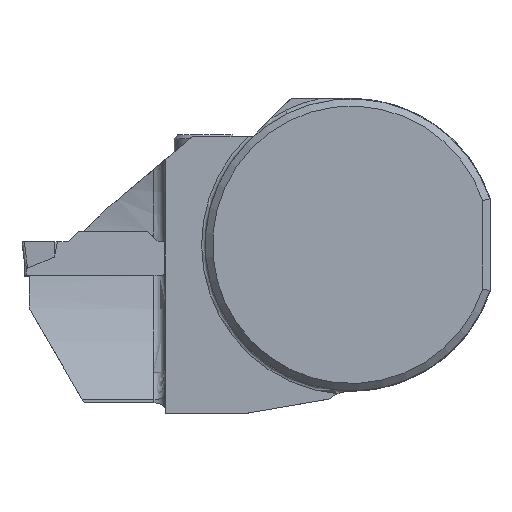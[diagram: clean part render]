
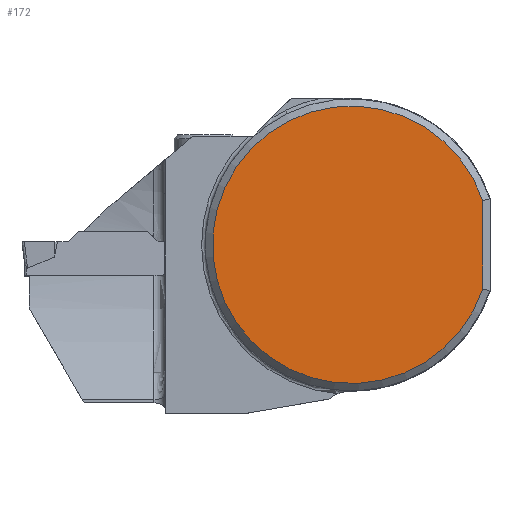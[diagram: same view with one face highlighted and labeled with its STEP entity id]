
A CAD part, top view. The second image highlights one B-rep face of the part: STEP entity #172.
In plain terms, the highlighted planar face has unit normal (0, 0, 1).
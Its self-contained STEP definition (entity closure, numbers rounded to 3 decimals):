
#120=PLANE('',#1856);
#172=ADVANCED_FACE('',(#295),#120,.F.);
#295=FACE_OUTER_BOUND('',#385,.T.);
#385=EDGE_LOOP('',(#659,#660));
#560=CIRCLE('',#1855,19.);
#659=ORIENTED_EDGE('',*,*,#1318,.F.);
#660=ORIENTED_EDGE('',*,*,#1319,.T.);
#1149=VERTEX_POINT('',#2616);
#1150=VERTEX_POINT('',#2617);
#1318=EDGE_CURVE('',#1149,#1150,#1542,.T.);
#1319=EDGE_CURVE('',#1149,#1150,#560,.T.);
#1542=LINE('',#2615,#1662);
#1662=VECTOR('',#2087,1.);
#1855=AXIS2_PLACEMENT_3D('',#2618,#2088,#2089);
#1856=AXIS2_PLACEMENT_3D('',#2619,#2090,#2091);
#2087=DIRECTION('',(0.,-1.,0.));
#2088=DIRECTION('',(0.,0.,1.));
#2089=DIRECTION('',(-1.,0.,0.));
#2090=DIRECTION('',(0.,0.,-1.));
#2091=DIRECTION('',(-1.,0.,0.));
#2615=CARTESIAN_POINT('',(18.,0.,0.325));
#2616=CARTESIAN_POINT('',(18.,6.083,0.325));
#2617=CARTESIAN_POINT('',(18.,-6.083,0.325));
#2618=CARTESIAN_POINT('',(0.,0.,0.325));
#2619=CARTESIAN_POINT('',(0.,0.,0.325));
